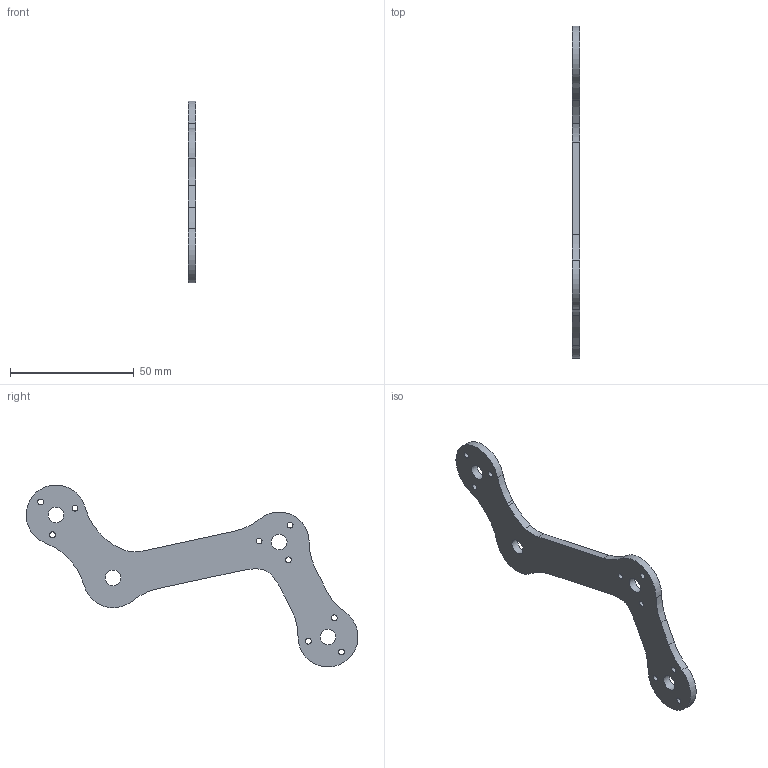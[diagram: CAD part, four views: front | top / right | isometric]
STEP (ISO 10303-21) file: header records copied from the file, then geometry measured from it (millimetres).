
FILE_DESCRIPTION(/* description */ ('STEP AP214'),/* implementation_level */ '2;1');
FILE_NAME(/* name */ '62525d29ecdeb77adb8bb953',/* time_stamp */ '2022-04-10T04:29:29+00:00',/* author */ (''),/* organization */ (''),/* preprocessor_version */ 'ST-DEVELOPER v18.101',/* originating_system */ ' ',/* authorisation */ ' ');
FILE_SCHEMA (('AUTOMOTIVE_DESIGN {1 0 10303 214 3 1 1}'));
Length unit declared in the file: metre
Products named in the file (1): Frame Part
Bounding box: 3.17 x 134.17 x 73.57 mm (x, y, z)
Volume: 9567.6 mm3; surface area: 7688.8 mm2
Topology: 1 solids, 1 shells, 38 faces, 108 edges, 72 vertices
Faces by surface type: cylinder 30, plane 8
Full cylindrical faces by diameter (mm): 2.381 x9, 6.35 x4
Entity records: 1289 total; most frequent: DIRECTION 233, CARTESIAN_POINT 206, ORIENTED_EDGE 190, AXIS2_PLACEMENT_3D 99, EDGE_CURVE 95, EDGE_LOOP 77, FACE_BOUND 77, VERTEX_POINT 72
